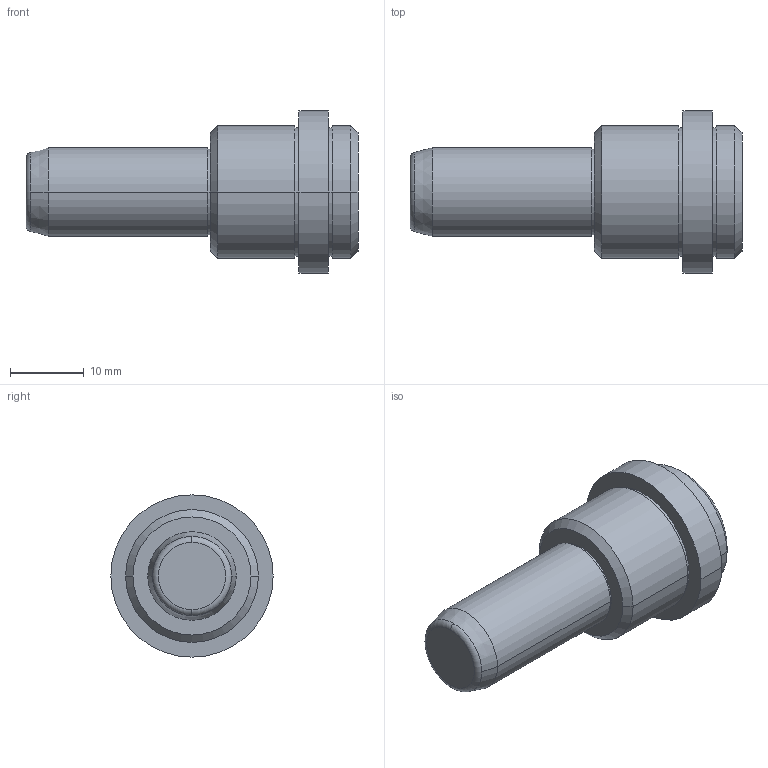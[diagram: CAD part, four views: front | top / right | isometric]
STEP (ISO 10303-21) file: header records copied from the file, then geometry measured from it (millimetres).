
FILE_DESCRIPTION(('STEP AP214'),'1');
FILE_NAME('din_16761-12-25-16.stp','2017-09-13T00:10:45',('TraceParts'),('TraceParts S.A.'),'Spatial InterOp 3D',' ',' ');
FILE_SCHEMA(('automotive_design'));
Length unit declared in the file: millimetre
Products named in the file (1): din_16761-12-25-16
Bounding box: 45 x 22 x 22 mm (x, y, z)
Volume: 8300.4 mm3; surface area: 2847.9 mm2
Topology: 1 solids, 1 shells, 30 faces, 61 edges, 39 vertices
Faces by surface type: cylinder 14, plane 8, cone 6, torus 2
Entity records: 821 total; most frequent: DIRECTION 164, CARTESIAN_POINT 131, ORIENTED_EDGE 122, AXIS2_PLACEMENT_3D 72, EDGE_CURVE 61, CIRCLE 41, VERTEX_POINT 39, EDGE_LOOP 36
